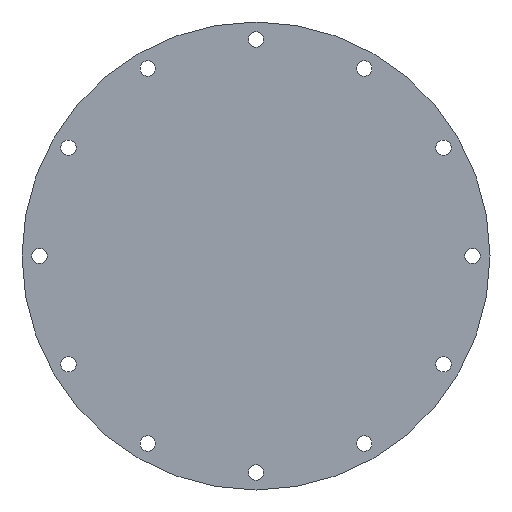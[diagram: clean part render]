
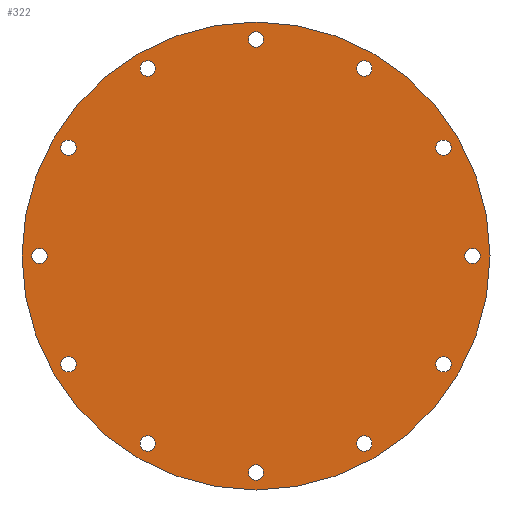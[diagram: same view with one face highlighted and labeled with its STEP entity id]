
A CAD part, front view. The second image highlights one B-rep face of the part: STEP entity #322.
In plain terms, the highlighted planar face has unit normal (0, -1, 0).
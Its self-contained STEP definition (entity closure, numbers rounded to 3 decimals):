
#18=PLANE('',#373);
#48=FACE_BOUND('',#127,.T.);
#49=FACE_BOUND('',#128,.T.);
#50=FACE_BOUND('',#129,.T.);
#51=FACE_BOUND('',#130,.T.);
#52=FACE_BOUND('',#131,.T.);
#53=FACE_BOUND('',#132,.T.);
#54=FACE_BOUND('',#133,.T.);
#55=FACE_BOUND('',#134,.T.);
#56=FACE_BOUND('',#135,.T.);
#57=FACE_BOUND('',#136,.T.);
#58=FACE_BOUND('',#137,.T.);
#59=FACE_BOUND('',#138,.T.);
#78=FACE_OUTER_BOUND('',#126,.T.);
#126=EDGE_LOOP('',(#276));
#127=EDGE_LOOP('',(#277));
#128=EDGE_LOOP('',(#278));
#129=EDGE_LOOP('',(#279));
#130=EDGE_LOOP('',(#280));
#131=EDGE_LOOP('',(#281));
#132=EDGE_LOOP('',(#282));
#133=EDGE_LOOP('',(#283));
#134=EDGE_LOOP('',(#284));
#135=EDGE_LOOP('',(#285));
#136=EDGE_LOOP('',(#286));
#137=EDGE_LOOP('',(#287));
#138=EDGE_LOOP('',(#288));
#139=CIRCLE('',#326,5.5);
#141=CIRCLE('',#329,5.5);
#143=CIRCLE('',#332,5.5);
#145=CIRCLE('',#335,5.5);
#147=CIRCLE('',#338,5.5);
#149=CIRCLE('',#341,5.5);
#151=CIRCLE('',#344,5.5);
#153=CIRCLE('',#347,5.5);
#155=CIRCLE('',#350,5.5);
#157=CIRCLE('',#353,5.5);
#159=CIRCLE('',#356,5.5);
#161=CIRCLE('',#359,5.5);
#164=CIRCLE('',#363,167.5);
#169=VERTEX_POINT('',#476);
#171=VERTEX_POINT('',#481);
#173=VERTEX_POINT('',#486);
#175=VERTEX_POINT('',#491);
#177=VERTEX_POINT('',#496);
#179=VERTEX_POINT('',#501);
#181=VERTEX_POINT('',#506);
#183=VERTEX_POINT('',#511);
#185=VERTEX_POINT('',#516);
#187=VERTEX_POINT('',#521);
#189=VERTEX_POINT('',#526);
#191=VERTEX_POINT('',#531);
#194=VERTEX_POINT('',#538);
#199=EDGE_CURVE('',#169,#169,#139,.T.);
#201=EDGE_CURVE('',#171,#171,#141,.T.);
#203=EDGE_CURVE('',#173,#173,#143,.T.);
#205=EDGE_CURVE('',#175,#175,#145,.T.);
#207=EDGE_CURVE('',#177,#177,#147,.T.);
#209=EDGE_CURVE('',#179,#179,#149,.T.);
#211=EDGE_CURVE('',#181,#181,#151,.T.);
#213=EDGE_CURVE('',#183,#183,#153,.T.);
#215=EDGE_CURVE('',#185,#185,#155,.T.);
#217=EDGE_CURVE('',#187,#187,#157,.T.);
#219=EDGE_CURVE('',#189,#189,#159,.T.);
#221=EDGE_CURVE('',#191,#191,#161,.T.);
#224=EDGE_CURVE('',#194,#194,#164,.T.);
#276=ORIENTED_EDGE('',*,*,#224,.F.);
#277=ORIENTED_EDGE('',*,*,#199,.T.);
#278=ORIENTED_EDGE('',*,*,#201,.T.);
#279=ORIENTED_EDGE('',*,*,#203,.T.);
#280=ORIENTED_EDGE('',*,*,#205,.T.);
#281=ORIENTED_EDGE('',*,*,#207,.T.);
#282=ORIENTED_EDGE('',*,*,#209,.T.);
#283=ORIENTED_EDGE('',*,*,#211,.T.);
#284=ORIENTED_EDGE('',*,*,#213,.T.);
#285=ORIENTED_EDGE('',*,*,#215,.T.);
#286=ORIENTED_EDGE('',*,*,#217,.T.);
#287=ORIENTED_EDGE('',*,*,#219,.T.);
#288=ORIENTED_EDGE('',*,*,#221,.T.);
#322=ADVANCED_FACE('',(#78,#48,#49,#50,#51,#52,#53,#54,#55,#56,#57,#58,
#59),#18,.T.);
#326=AXIS2_PLACEMENT_3D('',#477,#378,#379);
#329=AXIS2_PLACEMENT_3D('',#482,#384,#385);
#332=AXIS2_PLACEMENT_3D('',#487,#390,#391);
#335=AXIS2_PLACEMENT_3D('',#492,#396,#397);
#338=AXIS2_PLACEMENT_3D('',#497,#402,#403);
#341=AXIS2_PLACEMENT_3D('',#502,#408,#409);
#344=AXIS2_PLACEMENT_3D('',#507,#414,#415);
#347=AXIS2_PLACEMENT_3D('',#512,#420,#421);
#350=AXIS2_PLACEMENT_3D('',#517,#426,#427);
#353=AXIS2_PLACEMENT_3D('',#522,#432,#433);
#356=AXIS2_PLACEMENT_3D('',#527,#438,#439);
#359=AXIS2_PLACEMENT_3D('',#532,#444,#445);
#363=AXIS2_PLACEMENT_3D('',#539,#452,#453);
#373=AXIS2_PLACEMENT_3D('',#553,#472,#473);
#378=DIRECTION('center_axis',(0.,1.,0.));
#379=DIRECTION('ref_axis',(0.866,0.,0.5));
#384=DIRECTION('center_axis',(0.,1.,0.));
#385=DIRECTION('ref_axis',(0.5,0.,0.866));
#390=DIRECTION('center_axis',(0.,1.,0.));
#391=DIRECTION('ref_axis',(0.,0.,
1.));
#396=DIRECTION('center_axis',(0.,1.,0.));
#397=DIRECTION('ref_axis',(-0.5,0.,0.866));
#402=DIRECTION('center_axis',(0.,1.,0.));
#403=DIRECTION('ref_axis',(-0.866,0.,0.5));
#408=DIRECTION('center_axis',(0.,1.,0.));
#409=DIRECTION('ref_axis',(-1.,0.,0.));
#414=DIRECTION('center_axis',(0.,1.,0.));
#415=DIRECTION('ref_axis',(-0.866,0.,-0.5));
#420=DIRECTION('center_axis',(0.,1.,0.));
#421=DIRECTION('ref_axis',(-0.5,0.,-0.866));
#426=DIRECTION('center_axis',(0.,1.,0.));
#427=DIRECTION('ref_axis',(0.,0.,-1.));
#432=DIRECTION('center_axis',(0.,1.,0.));
#433=DIRECTION('ref_axis',(0.5,0.,-0.866));
#438=DIRECTION('center_axis',(0.,1.,0.));
#439=DIRECTION('ref_axis',(0.866,0.,-0.5));
#444=DIRECTION('center_axis',(0.,1.,0.));
#445=DIRECTION('ref_axis',(1.,0.,0.));
#452=DIRECTION('center_axis',(0.,1.,0.));
#453=DIRECTION('ref_axis',(1.,0.,0.));
#472=DIRECTION('center_axis',(0.,-1.,0.));
#473=DIRECTION('ref_axis',(0.,0.,-1.));
#476=CARTESIAN_POINT('',(-4.763,0.,-157.75));
#477=CARTESIAN_POINT('Origin',(0.,0.,-155.));
#481=CARTESIAN_POINT('',(74.75,0.,-138.997));
#482=CARTESIAN_POINT('Origin',(77.5,0.,-134.234));
#486=CARTESIAN_POINT('',(134.234,0.,-83.));
#487=CARTESIAN_POINT('Origin',(134.234,0.,-77.5));
#491=CARTESIAN_POINT('',(157.75,0.,-4.763));
#492=CARTESIAN_POINT('Origin',(155.,0.,0.));
#496=CARTESIAN_POINT('',(138.997,0.,74.75));
#497=CARTESIAN_POINT('Origin',(134.234,0.,77.5));
#501=CARTESIAN_POINT('',(83.,0.,134.234));
#502=CARTESIAN_POINT('Origin',(77.5,0.,134.234));
#506=CARTESIAN_POINT('',(4.763,0.,157.75));
#507=CARTESIAN_POINT('Origin',(0.,0.,155.));
#511=CARTESIAN_POINT('',(-74.75,0.,138.997));
#512=CARTESIAN_POINT('Origin',(-77.5,0.,134.234));
#516=CARTESIAN_POINT('',(-134.234,0.,83.));
#517=CARTESIAN_POINT('Origin',(-134.234,0.,77.5));
#521=CARTESIAN_POINT('',(-157.75,0.,4.763));
#522=CARTESIAN_POINT('Origin',(-155.,0.,0.));
#526=CARTESIAN_POINT('',(-138.997,0.,-74.75));
#527=CARTESIAN_POINT('Origin',(-134.234,0.,-77.5));
#531=CARTESIAN_POINT('',(-83.,0.,-134.234));
#532=CARTESIAN_POINT('Origin',(-77.5,0.,-134.234));
#538=CARTESIAN_POINT('',(-167.5,0.,0.));
#539=CARTESIAN_POINT('Origin',(0.,0.,
0.));
#553=CARTESIAN_POINT('Origin',(-167.5,0.,0.));
